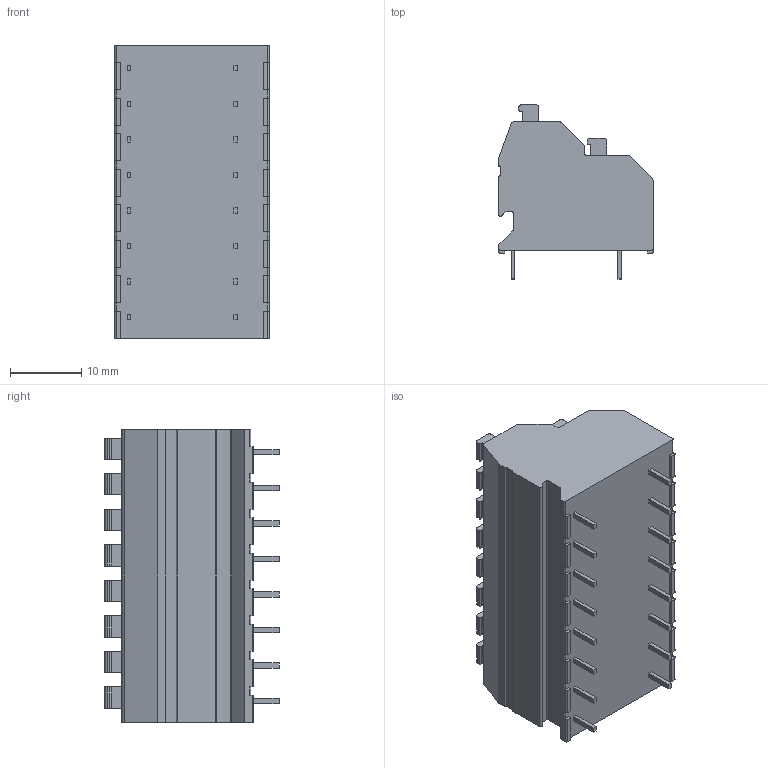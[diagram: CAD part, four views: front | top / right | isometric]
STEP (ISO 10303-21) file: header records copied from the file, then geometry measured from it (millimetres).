
FILE_DESCRIPTION( ( 'STEP AP214' ), ' ' );
FILE_NAME( '250-708.stp', '2015-08-25T15:10:16', ( '' ), ( '' ), ' ', 'PARTsolutions', ' ' );
FILE_SCHEMA( ( 'AUTOMOTIVE_DESIGN { 1 0 10303 214 1 1 1 1 }' ) );
Length unit declared in the file: millimetre
Products named in the file (1): _250-708
Bounding box: 21.7 x 24.5 x 41.2 mm (x, y, z)
Volume: 13297.4 mm3; surface area: 4830.2 mm2
Topology: 1 solids, 1 shells, 603 faces, 1675 edges, 1106 vertices
Faces by surface type: plane 432, cylinder 139, cone 32
Entity records: 24015 total; most frequent: CARTESIAN_POINT 3481, ORIENTED_EDGE 3350, DIRECTION 3161, EDGE_CURVE 1675, LINE 1333, VECTOR 1333, VERTEX_POINT 1106, AXIS2_PLACEMENT_3D 914
